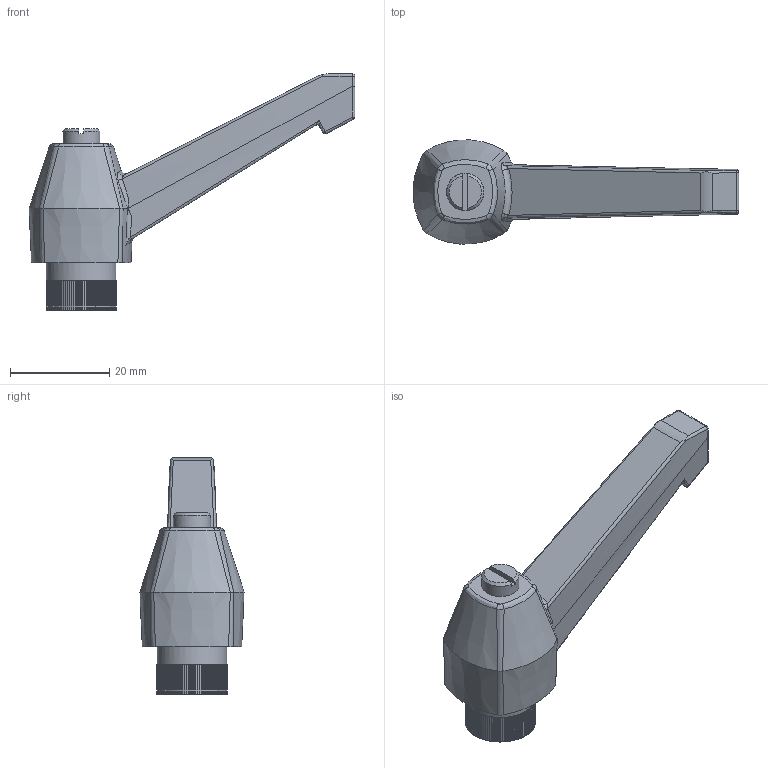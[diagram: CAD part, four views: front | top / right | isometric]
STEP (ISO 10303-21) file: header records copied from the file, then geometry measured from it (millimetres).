
FILE_DESCRIPTION( ( 'Unknown' ), '1' );
FILE_NAME( '7309015_MAB55_M06.stp', 'Unknown', ( 'Unknown' ), ( 'Unknown' ), 'PSStep 14.0', 'Unknown', ' ' );
FILE_SCHEMA( ( 'AUTOMOTIVE_DESIGN { 1 0 10303 214 1 1 1 1 }' ) );
Length unit declared in the file: millimetre
Products named in the file (1): 7309015
Bounding box: 65.46 x 20.92 x 47.5 mm (x, y, z)
Volume: 12606.4 mm3; surface area: 5223.2 mm2
Topology: 1 solids, 1 shells, 533 faces, 1532 edges, 986 vertices
Faces by surface type: plane 320, cylinder 127, bspline 71, sphere 11, cone 4
Full cylindrical faces by diameter (mm): 4.917 x2, 7.5 x1, 14 x1
Entity records: 26595 total; most frequent: CARTESIAN_POINT 8632, ORIENTED_EDGE 3000, DIRECTION 2788, EDGE_CURVE 1500, VERTEX_POINT 978, AXIS2_PLACEMENT_3D 967, LINE 854, VECTOR 854
